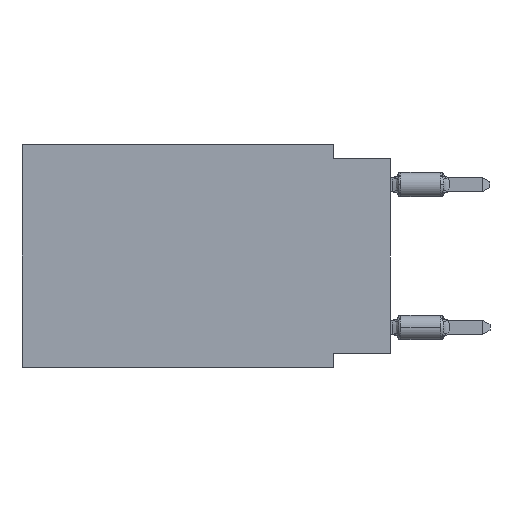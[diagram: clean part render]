
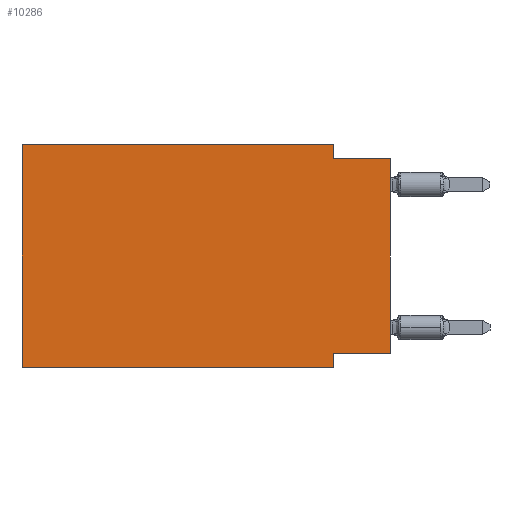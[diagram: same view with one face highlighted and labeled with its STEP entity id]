
A CAD part, left-side view. The second image highlights one B-rep face of the part: STEP entity #10286.
In plain terms, the highlighted planar face has unit normal (-1, 0, 0).
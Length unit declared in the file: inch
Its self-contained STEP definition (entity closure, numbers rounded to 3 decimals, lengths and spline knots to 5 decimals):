
#223 = DIRECTION ( 'NONE',  ( 0., 0., 1. ) ) ;
#941 = PLANE ( 'NONE',  #12096 ) ;
#1099 = DIRECTION ( 'NONE',  ( 1., 0., 0. ) ) ;
#2548 = ORIENTED_EDGE ( 'NONE', *, *, #14699, .F. ) ;
#3140 = CARTESIAN_POINT ( 'NONE',  ( 0., 0.1, -0.39 ) ) ;
#3750 = DIRECTION ( 'NONE',  ( 0., 0., -1. ) ) ;
#5255 = CARTESIAN_POINT ( 'NONE',  ( 0., 0.645, 0. ) ) ;
#5382 = EDGE_CURVE ( 'NONE', #23681, #27423, #7047, .T. ) ;
#6699 = EDGE_CURVE ( 'NONE', #23681, #24281, #17317, .T. ) ;
#6735 = VECTOR ( 'NONE', #9659, 39.37008 ) ;
#7047 = LINE ( 'NONE', #19155, #14914 ) ;
#7155 = DIRECTION ( 'NONE',  ( 0., 0., -1. ) ) ;
#7570 = LINE ( 'NONE', #5255, #29489 ) ;
#7603 = VERTEX_POINT ( 'NONE', #30175 ) ;
#7706 = CARTESIAN_POINT ( 'NONE',  ( 0., 0.1, 0. ) ) ;
#8288 = VECTOR ( 'NONE', #223, 39.37008 ) ;
#8488 = CARTESIAN_POINT ( 'NONE',  ( 0., 0.1, -0.365 ) ) ;
#9659 = DIRECTION ( 'NONE',  ( 0., -1., 0. ) ) ;
#10286 = ADVANCED_FACE ( 'NONE', ( #23647 ), #941, .F. ) ;
#10378 = VECTOR ( 'NONE', #24093, 39.37008 ) ;
#10506 = LINE ( 'NONE', #30739, #18345 ) ;
#10662 = ORIENTED_EDGE ( 'NONE', *, *, #24692, .F. ) ;
#12096 = AXIS2_PLACEMENT_3D ( 'NONE', #23813, #1099, #3750 ) ;
#12293 = CARTESIAN_POINT ( 'NONE',  ( 0., 0.1, -0.39 ) ) ;
#12646 = VERTEX_POINT ( 'NONE', #19521 ) ;
#12994 = LINE ( 'NONE', #15488, #8288 ) ;
#13665 = EDGE_CURVE ( 'NONE', #21574, #24281, #22914, .T. ) ;
#14518 = EDGE_CURVE ( 'NONE', #18417, #19731, #10506, .T. ) ;
#14635 = LINE ( 'NONE', #29573, #6735 ) ;
#14699 = EDGE_CURVE ( 'NONE', #7603, #21574, #29559, .T. ) ;
#14914 = VECTOR ( 'NONE', #19485, 39.37008 ) ;
#15488 = CARTESIAN_POINT ( 'NONE',  ( 0., 0., 0. ) ) ;
#17317 = LINE ( 'NONE', #24463, #24506 ) ;
#17686 = DIRECTION ( 'NONE',  ( 0., -1., 0. ) ) ;
#18099 = EDGE_LOOP ( 'NONE', ( #19632, #27807, #31647, #10662, #23830, #26034, #19015, #2548 ) ) ;
#18345 = VECTOR ( 'NONE', #28268, 39.37008 ) ;
#18417 = VERTEX_POINT ( 'NONE', #7706 ) ;
#19015 = ORIENTED_EDGE ( 'NONE', *, *, #13665, .F. ) ;
#19155 = CARTESIAN_POINT ( 'NONE',  ( 0., 0.645, 0. ) ) ;
#19485 = DIRECTION ( 'NONE',  ( 0., 0., 1. ) ) ;
#19521 = CARTESIAN_POINT ( 'NONE',  ( 0., 0., -0.025 ) ) ;
#19632 = ORIENTED_EDGE ( 'NONE', *, *, #23976, .T. ) ;
#19731 = VERTEX_POINT ( 'NONE', #28008 ) ;
#21574 = VERTEX_POINT ( 'NONE', #8488 ) ;
#22549 = EDGE_CURVE ( 'NONE', #19731, #12646, #14635, .T. ) ;
#22914 = LINE ( 'NONE', #12293, #28371 ) ;
#23647 = FACE_OUTER_BOUND ( 'NONE', #18099, .T. ) ;
#23681 = VERTEX_POINT ( 'NONE', #32393 ) ;
#23813 = CARTESIAN_POINT ( 'NONE',  ( 0., 0.645, 0. ) ) ;
#23830 = ORIENTED_EDGE ( 'NONE', *, *, #5382, .F. ) ;
#23976 = EDGE_CURVE ( 'NONE', #7603, #12646, #12994, .T. ) ;
#24093 = DIRECTION ( 'NONE',  ( 0., 1., 0. ) ) ;
#24281 = VERTEX_POINT ( 'NONE', #3140 ) ;
#24463 = CARTESIAN_POINT ( 'NONE',  ( 0., 0.645, -0.39 ) ) ;
#24506 = VECTOR ( 'NONE', #24953, 39.37008 ) ;
#24692 = EDGE_CURVE ( 'NONE', #27423, #18417, #7570, .T. ) ;
#24953 = DIRECTION ( 'NONE',  ( 0., -1., 0. ) ) ;
#26034 = ORIENTED_EDGE ( 'NONE', *, *, #6699, .T. ) ;
#26743 = CARTESIAN_POINT ( 'NONE',  ( 0., 0., -0.365 ) ) ;
#27423 = VERTEX_POINT ( 'NONE', #31267 ) ;
#27807 = ORIENTED_EDGE ( 'NONE', *, *, #22549, .F. ) ;
#28008 = CARTESIAN_POINT ( 'NONE',  ( 0., 0.1, -0.025 ) ) ;
#28268 = DIRECTION ( 'NONE',  ( 0., 0., -1. ) ) ;
#28371 = VECTOR ( 'NONE', #7155, 39.37008 ) ;
#29489 = VECTOR ( 'NONE', #17686, 39.37008 ) ;
#29559 = LINE ( 'NONE', #26743, #10378 ) ;
#29573 = CARTESIAN_POINT ( 'NONE',  ( 0., 0., -0.025 ) ) ;
#30175 = CARTESIAN_POINT ( 'NONE',  ( 0., 0., -0.365 ) ) ;
#30739 = CARTESIAN_POINT ( 'NONE',  ( 0., 0.1, 0. ) ) ;
#31267 = CARTESIAN_POINT ( 'NONE',  ( 0., 0.645, 0. ) ) ;
#31647 = ORIENTED_EDGE ( 'NONE', *, *, #14518, .F. ) ;
#32393 = CARTESIAN_POINT ( 'NONE',  ( 0., 0.645, -0.39 ) ) ;
